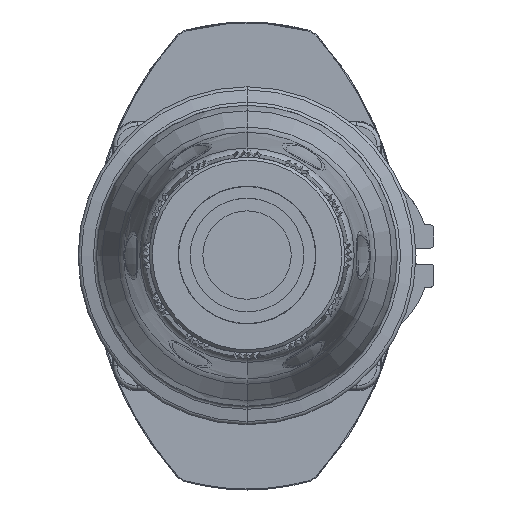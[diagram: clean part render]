
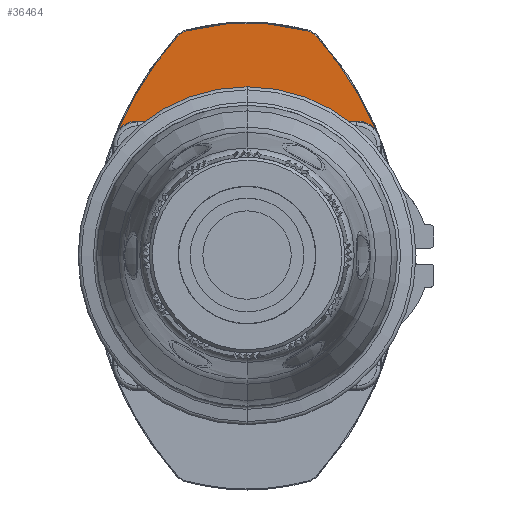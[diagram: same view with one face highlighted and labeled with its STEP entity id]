
A CAD part, top view. The second image highlights one B-rep face of the part: STEP entity #36464.
In plain terms, the highlighted planar face has unit normal (0, 0, 1).
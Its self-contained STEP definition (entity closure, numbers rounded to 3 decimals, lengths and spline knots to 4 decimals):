
#2686 = EDGE_CURVE ( 'NONE', #123503, #58474, #16301, .T. ) ;
#5004 = DIRECTION ( 'NONE',  ( 0., 0., -1. ) ) ;
#5556 = CARTESIAN_POINT ( 'NONE',  ( -0.5983, 2.2282, 0.2362 ) ) ;
#5701 = EDGE_CURVE ( 'NONE', #55265, #23768, #101848, .T. ) ;
#5769 = ORIENTED_EDGE ( 'NONE', *, *, #166030, .T. ) ;
#5875 = ORIENTED_EDGE ( 'NONE', *, *, #167055, .T. ) ;
#6456 = VERTEX_POINT ( 'NONE', #155925 ) ;
#7021 = ORIENTED_EDGE ( 'NONE', *, *, #86892, .T. ) ;
#8046 = CIRCLE ( 'NONE', #144508, 3.2402 ) ;
#8286 = DIRECTION ( 'NONE',  ( 1., 0., 0. ) ) ;
#12188 = CARTESIAN_POINT ( 'NONE',  ( -0.5498, 2.0476, 0.2362 ) ) ;
#15690 = PLANE ( 'NONE',  #58725 ) ;
#16301 = CIRCLE ( 'NONE', #64649, 3.2402 ) ;
#16456 = AXIS2_PLACEMENT_3D ( 'NONE', #93252, #40673, #68311 ) ;
#19566 = ORIENTED_EDGE ( 'NONE', *, *, #5701, .T. ) ;
#23418 = CARTESIAN_POINT ( 'NONE',  ( -1.715, 0., 0.2362 ) ) ;
#23768 = VERTEX_POINT ( 'NONE', #49439 ) ;
#25562 = CARTESIAN_POINT ( 'NONE',  ( 0.7787, 1.3461, 0.2362 ) ) ;
#26249 = VERTEX_POINT ( 'NONE', #80798 ) ;
#29042 = DIRECTION ( 'NONE',  ( 0., -1., 0. ) ) ;
#29058 = DIRECTION ( 'NONE',  ( 0., -1., 0. ) ) ;
#31851 = VERTEX_POINT ( 'NONE', #5556 ) ;
#32203 = EDGE_CURVE ( 'NONE', #62889, #55265, #142860, .T. ) ;
#33610 = AXIS2_PLACEMENT_3D ( 'NONE', #88514, #101839, #62678 ) ;
#34204 = VERTEX_POINT ( 'NONE', #90809 ) ;
#36464 = ADVANCED_FACE ( 'NONE', ( #84251 ), #15690, .T. ) ;
#38280 = VECTOR ( 'NONE', #50233, 39.3701 ) ;
#38985 = ORIENTED_EDGE ( 'NONE', *, *, #125267, .T. ) ;
#39453 = VERTEX_POINT ( 'NONE', #87235 ) ;
#40673 = DIRECTION ( 'NONE',  ( 0., 0., 1. ) ) ;
#41453 = AXIS2_PLACEMENT_3D ( 'NONE', #25562, #80736, #29042 ) ;
#42980 = CARTESIAN_POINT ( 'NONE',  ( 1.0866, 1.0866, 0.2362 ) ) ;
#43569 = DIRECTION ( 'NONE',  ( 0., 0., 1. ) ) ;
#47043 = CARTESIAN_POINT ( 'NONE',  ( 0., 0., 0.2362 ) ) ;
#48386 = CARTESIAN_POINT ( 'NONE',  ( 1.2734, 1.2523, 0.2362 ) ) ;
#48675 = ORIENTED_EDGE ( 'NONE', *, *, #32203, .T. ) ;
#49439 = CARTESIAN_POINT ( 'NONE',  ( -0.7737, 1.3376, 0.2362 ) ) ;
#50233 = DIRECTION ( 'NONE',  ( 1., 0., 0. ) ) ;
#51006 = DIRECTION ( 'NONE',  ( 0., -1., 0. ) ) ;
#52089 = CARTESIAN_POINT ( 'NONE',  ( 0.7738, 1.3376, 0.2362 ) ) ;
#52504 = ORIENTED_EDGE ( 'NONE', *, *, #2686, .T. ) ;
#53961 = AXIS2_PLACEMENT_3D ( 'NONE', #12188, #66505, #94104 ) ;
#54173 = CARTESIAN_POINT ( 'NONE',  ( -0.7787, 1.3363, 0.2362 ) ) ;
#55122 = ORIENTED_EDGE ( 'NONE', *, *, #145960, .T. ) ;
#55265 = VERTEX_POINT ( 'NONE', #54173 ) ;
#58474 = VERTEX_POINT ( 'NONE', #103194 ) ;
#58725 = AXIS2_PLACEMENT_3D ( 'NONE', #68299, #111818, #29058 ) ;
#59000 = DIRECTION ( 'NONE',  ( 0., -1., 0. ) ) ;
#62678 = DIRECTION ( 'NONE',  ( 0., -1., 0. ) ) ;
#62889 = VERTEX_POINT ( 'NONE', #77998 ) ;
#64649 = AXIS2_PLACEMENT_3D ( 'NONE', #105660, #78078, #103903 ) ;
#65233 = LINE ( 'NONE', #75075, #98959 ) ;
#66505 = DIRECTION ( 'NONE',  ( 0., 0., 1. ) ) ;
#68299 = CARTESIAN_POINT ( 'NONE',  ( 0.8575, 0., 0.2362 ) ) ;
#68311 = DIRECTION ( 'NONE',  ( 0., -1., 0. ) ) ;
#75075 = CARTESIAN_POINT ( 'NONE',  ( 0.8575, 1.3363, 0.2362 ) ) ;
#76436 = CIRCLE ( 'NONE', #127484, 0.2497 ) ;
#77998 = CARTESIAN_POINT ( 'NONE',  ( -1.0866, 1.3363, 0.2362 ) ) ;
#78078 = DIRECTION ( 'NONE',  ( 0., 0., 1. ) ) ;
#80736 = DIRECTION ( 'NONE',  ( 0., 0., 1. ) ) ;
#80798 = CARTESIAN_POINT ( 'NONE',  ( 0.6885, 2.173, 0.2362 ) ) ;
#83109 = DIRECTION ( 'NONE',  ( 0., -1., 0. ) ) ;
#83406 = DIRECTION ( 'NONE',  ( 0., -1., 0. ) ) ;
#83628 = DIRECTION ( 'NONE',  ( 0., -1., 0. ) ) ;
#84251 = FACE_OUTER_BOUND ( 'NONE', #112764, .T. ) ;
#86297 = CARTESIAN_POINT ( 'NONE',  ( 0., 0., 0.2362 ) ) ;
#86892 = EDGE_CURVE ( 'NONE', #129518, #39453, #89909, .T. ) ;
#87235 = CARTESIAN_POINT ( 'NONE',  ( 0.7787, 1.3363, 0.2362 ) ) ;
#88514 = CARTESIAN_POINT ( 'NONE',  ( -0.7787, 1.3461, 0.2362 ) ) ;
#89459 = CARTESIAN_POINT ( 'NONE',  ( 0.8575, 1.3363, 0.2362 ) ) ;
#89909 = CIRCLE ( 'NONE', #41453, 0.0098 ) ;
#90809 = CARTESIAN_POINT ( 'NONE',  ( 0.5983, 2.2282, 0.2362 ) ) ;
#92499 = AXIS2_PLACEMENT_3D ( 'NONE', #127546, #124908, #83109 ) ;
#92752 = CARTESIAN_POINT ( 'NONE',  ( 0., -1.715, 0.2362 ) ) ;
#93252 = CARTESIAN_POINT ( 'NONE',  ( 0.5498, 2.0476, 0.2362 ) ) ;
#93882 = EDGE_CURVE ( 'NONE', #101476, #129518, #132949, .T. ) ;
#94104 = DIRECTION ( 'NONE',  ( 0., -1., 0. ) ) ;
#97312 = DIRECTION ( 'NONE',  ( 0., 0., -1. ) ) ;
#98207 = CIRCLE ( 'NONE', #123719, 1.5453 ) ;
#98959 = VECTOR ( 'NONE', #8286, 39.3701 ) ;
#99743 = EDGE_CURVE ( 'NONE', #118718, #26249, #8046, .T. ) ;
#101476 = VERTEX_POINT ( 'NONE', #131775 ) ;
#101839 = DIRECTION ( 'NONE',  ( 0., 0., 1. ) ) ;
#101848 = CIRCLE ( 'NONE', #33610, 0.0098 ) ;
#103194 = CARTESIAN_POINT ( 'NONE',  ( -1.2734, 1.2523, 0.2362 ) ) ;
#103903 = DIRECTION ( 'NONE',  ( 0., -1., 0. ) ) ;
#104237 = ORIENTED_EDGE ( 'NONE', *, *, #173094, .T. ) ;
#105660 = CARTESIAN_POINT ( 'NONE',  ( 1.715, 0., 0.2362 ) ) ;
#108165 = AXIS2_PLACEMENT_3D ( 'NONE', #86297, #43569, #167320 ) ;
#111818 = DIRECTION ( 'NONE',  ( 0., 0., 1. ) ) ;
#111843 = CARTESIAN_POINT ( 'NONE',  ( 0., 0., 0.2362 ) ) ;
#112764 = EDGE_LOOP ( 'NONE', ( #165372, #7021, #5769, #38985, #138817, #5875, #149564, #104237, #52504, #172271, #48675, #19566, #139001, #55122 ) ) ;
#114687 = DIRECTION ( 'NONE',  ( 0., 0., -1. ) ) ;
#118718 = VERTEX_POINT ( 'NONE', #48386 ) ;
#120162 = CARTESIAN_POINT ( 'NONE',  ( -0.6885, 2.173, 0.2362 ) ) ;
#120302 = DIRECTION ( 'NONE',  ( 0., 0., -1. ) ) ;
#123107 = AXIS2_PLACEMENT_3D ( 'NONE', #92752, #120302, #161279 ) ;
#123503 = VERTEX_POINT ( 'NONE', #120162 ) ;
#123719 = AXIS2_PLACEMENT_3D ( 'NONE', #47043, #114687, #83628 ) ;
#124908 = DIRECTION ( 'NONE',  ( 0., 0., -1. ) ) ;
#125267 = EDGE_CURVE ( 'NONE', #6456, #118718, #76436, .T. ) ;
#127283 = CIRCLE ( 'NONE', #16456, 0.187 ) ;
#127484 = AXIS2_PLACEMENT_3D ( 'NONE', #42980, #97312, #59000 ) ;
#127546 = CARTESIAN_POINT ( 'NONE',  ( -1.0866, 1.0866, 0.2362 ) ) ;
#129518 = VERTEX_POINT ( 'NONE', #52089 ) ;
#130731 = CIRCLE ( 'NONE', #53961, 0.187 ) ;
#131775 = CARTESIAN_POINT ( 'NONE',  ( 0.0504, 1.5445, 0.2362 ) ) ;
#132949 = CIRCLE ( 'NONE', #161033, 1.5453 ) ;
#136332 = EDGE_CURVE ( 'NONE', #34204, #31851, #147946, .T. ) ;
#138817 = ORIENTED_EDGE ( 'NONE', *, *, #99743, .T. ) ;
#139001 = ORIENTED_EDGE ( 'NONE', *, *, #150217, .T. ) ;
#139438 = CARTESIAN_POINT ( 'NONE',  ( -0.0504, 1.5445, 0.2362 ) ) ;
#142860 = LINE ( 'NONE', #89459, #38280 ) ;
#144508 = AXIS2_PLACEMENT_3D ( 'NONE', #23418, #147109, #51006 ) ;
#145960 = EDGE_CURVE ( 'NONE', #167292, #101476, #160129, .T. ) ;
#147109 = DIRECTION ( 'NONE',  ( 0., 0., 1. ) ) ;
#147946 = CIRCLE ( 'NONE', #108165, 2.3071 ) ;
#149564 = ORIENTED_EDGE ( 'NONE', *, *, #136332, .T. ) ;
#150217 = EDGE_CURVE ( 'NONE', #23768, #167292, #98207, .T. ) ;
#151152 = EDGE_CURVE ( 'NONE', #58474, #62889, #169255, .T. ) ;
#155925 = CARTESIAN_POINT ( 'NONE',  ( 1.0866, 1.3363, 0.2362 ) ) ;
#160129 = CIRCLE ( 'NONE', #123107, 3.2598 ) ;
#161033 = AXIS2_PLACEMENT_3D ( 'NONE', #111843, #5004, #83406 ) ;
#161279 = DIRECTION ( 'NONE',  ( 0., -1., 0. ) ) ;
#165372 = ORIENTED_EDGE ( 'NONE', *, *, #93882, .T. ) ;
#166030 = EDGE_CURVE ( 'NONE', #39453, #6456, #65233, .T. ) ;
#167055 = EDGE_CURVE ( 'NONE', #26249, #34204, #127283, .T. ) ;
#167292 = VERTEX_POINT ( 'NONE', #139438 ) ;
#167320 = DIRECTION ( 'NONE',  ( 0., -1., 0. ) ) ;
#169255 = CIRCLE ( 'NONE', #92499, 0.2497 ) ;
#172271 = ORIENTED_EDGE ( 'NONE', *, *, #151152, .T. ) ;
#173094 = EDGE_CURVE ( 'NONE', #31851, #123503, #130731, .T. ) ;
